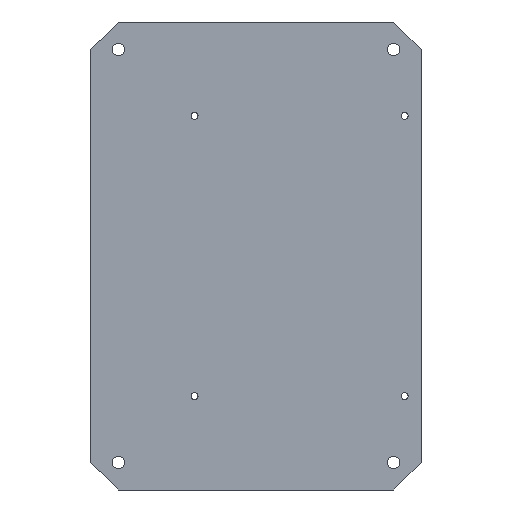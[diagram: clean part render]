
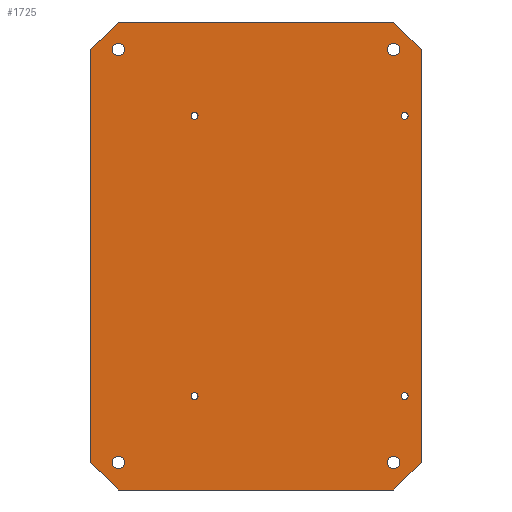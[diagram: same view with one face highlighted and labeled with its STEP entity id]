
A CAD part, front view. The second image highlights one B-rep face of the part: STEP entity #1725.
In plain terms, the highlighted planar face has unit normal (0, -1, 0).
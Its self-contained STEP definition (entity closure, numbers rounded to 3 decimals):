
#122=FACE_BOUND('',#360,.T.);
#123=FACE_BOUND('',#361,.T.);
#124=FACE_BOUND('',#362,.T.);
#125=FACE_BOUND('',#363,.T.);
#126=FACE_BOUND('',#364,.T.);
#127=FACE_BOUND('',#365,.T.);
#128=FACE_BOUND('',#366,.T.);
#129=FACE_BOUND('',#367,.T.);
#195=PLANE('',#1875);
#273=FACE_OUTER_BOUND('',#359,.T.);
#359=EDGE_LOOP('',(#1620,#1621,#1622,#1623,#1624,#1625,#1626,#1627));
#360=EDGE_LOOP('',(#1628));
#361=EDGE_LOOP('',(#1629));
#362=EDGE_LOOP('',(#1630));
#363=EDGE_LOOP('',(#1631));
#364=EDGE_LOOP('',(#1632));
#365=EDGE_LOOP('',(#1633));
#366=EDGE_LOOP('',(#1634));
#367=EDGE_LOOP('',(#1635));
#533=LINE('',#2768,#713);
#535=LINE('',#2772,#715);
#537=LINE('',#2776,#717);
#539=LINE('',#2780,#719);
#541=LINE('',#2784,#721);
#543=LINE('',#2788,#723);
#545=LINE('',#2792,#725);
#547=LINE('',#2795,#727);
#713=VECTOR('',#2291,10.);
#715=VECTOR('',#2295,10.);
#717=VECTOR('',#2299,10.);
#719=VECTOR('',#2303,10.);
#721=VECTOR('',#2307,10.);
#723=VECTOR('',#2311,10.);
#725=VECTOR('',#2315,10.);
#727=VECTOR('',#2319,10.);
#729=CIRCLE('',#1748,2.25);
#731=CIRCLE('',#1751,2.25);
#733=CIRCLE('',#1754,2.25);
#735=CIRCLE('',#1757,2.25);
#737=CIRCLE('',#1760,1.25);
#739=CIRCLE('',#1763,1.25);
#741=CIRCLE('',#1766,1.25);
#743=CIRCLE('',#1769,1.25);
#785=VERTEX_POINT('',#2334);
#787=VERTEX_POINT('',#2340);
#789=VERTEX_POINT('',#2346);
#791=VERTEX_POINT('',#2352);
#793=VERTEX_POINT('',#2358);
#795=VERTEX_POINT('',#2364);
#797=VERTEX_POINT('',#2370);
#799=VERTEX_POINT('',#2376);
#932=VERTEX_POINT('',#2765);
#933=VERTEX_POINT('',#2767);
#934=VERTEX_POINT('',#2771);
#935=VERTEX_POINT('',#2775);
#936=VERTEX_POINT('',#2779);
#937=VERTEX_POINT('',#2783);
#938=VERTEX_POINT('',#2787);
#939=VERTEX_POINT('',#2791);
#942=EDGE_CURVE('',#785,#785,#729,.T.);
#945=EDGE_CURVE('',#787,#787,#731,.T.);
#948=EDGE_CURVE('',#789,#789,#733,.T.);
#951=EDGE_CURVE('',#791,#791,#735,.T.);
#954=EDGE_CURVE('',#793,#793,#737,.T.);
#957=EDGE_CURVE('',#795,#795,#739,.T.);
#960=EDGE_CURVE('',#797,#797,#741,.T.);
#963=EDGE_CURVE('',#799,#799,#743,.T.);
#1157=EDGE_CURVE('',#933,#932,#533,.T.);
#1159=EDGE_CURVE('',#934,#933,#535,.T.);
#1161=EDGE_CURVE('',#935,#934,#537,.T.);
#1163=EDGE_CURVE('',#936,#935,#539,.T.);
#1165=EDGE_CURVE('',#937,#936,#541,.T.);
#1167=EDGE_CURVE('',#938,#937,#543,.T.);
#1169=EDGE_CURVE('',#939,#938,#545,.T.);
#1171=EDGE_CURVE('',#932,#939,#547,.T.);
#1620=ORIENTED_EDGE('',*,*,#1171,.T.);
#1621=ORIENTED_EDGE('',*,*,#1169,.T.);
#1622=ORIENTED_EDGE('',*,*,#1167,.T.);
#1623=ORIENTED_EDGE('',*,*,#1165,.T.);
#1624=ORIENTED_EDGE('',*,*,#1163,.T.);
#1625=ORIENTED_EDGE('',*,*,#1161,.T.);
#1626=ORIENTED_EDGE('',*,*,#1159,.T.);
#1627=ORIENTED_EDGE('',*,*,#1157,.T.);
#1628=ORIENTED_EDGE('',*,*,#942,.T.);
#1629=ORIENTED_EDGE('',*,*,#945,.T.);
#1630=ORIENTED_EDGE('',*,*,#948,.T.);
#1631=ORIENTED_EDGE('',*,*,#951,.T.);
#1632=ORIENTED_EDGE('',*,*,#954,.T.);
#1633=ORIENTED_EDGE('',*,*,#957,.T.);
#1634=ORIENTED_EDGE('',*,*,#960,.T.);
#1635=ORIENTED_EDGE('',*,*,#963,.T.);
#1725=ADVANCED_FACE('',(#273,#122,#123,#124,#125,#126,#127,#128,#129),#195,
 .T.);
#1748=AXIS2_PLACEMENT_3D('',#2336,#1887,#1888);
#1751=AXIS2_PLACEMENT_3D('',#2342,#1894,#1895);
#1754=AXIS2_PLACEMENT_3D('',#2348,#1901,#1902);
#1757=AXIS2_PLACEMENT_3D('',#2354,#1908,#1909);
#1760=AXIS2_PLACEMENT_3D('',#2360,#1915,#1916);
#1763=AXIS2_PLACEMENT_3D('',#2366,#1922,#1923);
#1766=AXIS2_PLACEMENT_3D('',#2372,#1929,#1930);
#1769=AXIS2_PLACEMENT_3D('',#2378,#1936,#1937);
#1875=AXIS2_PLACEMENT_3D('',#2796,#2320,#2321);
#1887=DIRECTION('center_axis',(0.,1.,0.));
#1888=DIRECTION('ref_axis',(-1.,0.,0.));
#1894=DIRECTION('center_axis',(0.,1.,0.));
#1895=DIRECTION('ref_axis',(-1.,0.,0.));
#1901=DIRECTION('center_axis',(0.,1.,0.));
#1902=DIRECTION('ref_axis',(-1.,0.,0.));
#1908=DIRECTION('center_axis',(0.,1.,0.));
#1909=DIRECTION('ref_axis',(-1.,0.,0.));
#1915=DIRECTION('center_axis',(0.,1.,0.));
#1916=DIRECTION('ref_axis',(-1.,0.,0.));
#1922=DIRECTION('center_axis',(0.,1.,0.));
#1923=DIRECTION('ref_axis',(-1.,0.,0.));
#1929=DIRECTION('center_axis',(0.,1.,0.));
#1930=DIRECTION('ref_axis',(-1.,0.,0.));
#1936=DIRECTION('center_axis',(0.,1.,0.));
#1937=DIRECTION('ref_axis',(-1.,0.,0.));
#2291=DIRECTION('',(0.707,0.,-0.707));
#2295=DIRECTION('',(0.,0.,-1.));
#2299=DIRECTION('',(-0.707,0.,-0.707));
#2303=DIRECTION('',(-1.,0.,0.));
#2307=DIRECTION('',(-0.707,0.,0.707));
#2311=DIRECTION('',(0.,0.,1.));
#2315=DIRECTION('',(0.707,0.,0.707));
#2319=DIRECTION('',(1.,0.,0.));
#2320=DIRECTION('center_axis',(0.,-1.,0.));
#2321=DIRECTION('ref_axis',(0.,0.,-1.));
#2334=CARTESIAN_POINT('',(-7.75,-1.5,-10.));
#2336=CARTESIAN_POINT('Origin',(-10.,-1.5,-10.));
#2340=CARTESIAN_POINT('',(-107.75,-1.5,-10.));
#2342=CARTESIAN_POINT('Origin',(-110.,-1.5,-10.));
#2346=CARTESIAN_POINT('',(-107.75,-1.5,-160.));
#2348=CARTESIAN_POINT('Origin',(-110.,-1.5,-160.));
#2352=CARTESIAN_POINT('',(-7.75,-1.5,-160.));
#2354=CARTESIAN_POINT('Origin',(-10.,-1.5,-160.));
#2358=CARTESIAN_POINT('',(-81.05,-1.5,-135.925));
#2360=CARTESIAN_POINT('Origin',(-82.3,-1.5,-135.925));
#2364=CARTESIAN_POINT('',(-4.75,-1.5,-34.075));
#2366=CARTESIAN_POINT('Origin',(-6.,-1.5,-34.075));
#2370=CARTESIAN_POINT('',(-4.75,-1.5,-135.925));
#2372=CARTESIAN_POINT('Origin',(-6.,-1.5,-135.925));
#2376=CARTESIAN_POINT('',(-81.05,-1.5,-34.075));
#2378=CARTESIAN_POINT('Origin',(-82.3,-1.5,-34.075));
#2765=CARTESIAN_POINT('',(-110.,-1.5,-170.));
#2767=CARTESIAN_POINT('',(-120.,-1.5,-160.));
#2768=CARTESIAN_POINT('',(-110.,-1.5,-170.));
#2771=CARTESIAN_POINT('',(-120.,-1.5,-10.));
#2772=CARTESIAN_POINT('',(-120.,-1.5,-160.));
#2775=CARTESIAN_POINT('',(-110.,-1.5,0.));
#2776=CARTESIAN_POINT('',(-120.,-1.5,-10.));
#2779=CARTESIAN_POINT('',(-10.,-1.5,0.));
#2780=CARTESIAN_POINT('',(-110.,-1.5,0.));
#2783=CARTESIAN_POINT('',(0.,-1.5,-10.));
#2784=CARTESIAN_POINT('',(-10.,-1.5,0.));
#2787=CARTESIAN_POINT('',(0.,-1.5,-160.));
#2788=CARTESIAN_POINT('',(0.,-1.5,-10.));
#2791=CARTESIAN_POINT('',(-10.,-1.5,-170.));
#2792=CARTESIAN_POINT('',(0.,-1.5,-160.));
#2795=CARTESIAN_POINT('',(-10.,-1.5,-170.));
#2796=CARTESIAN_POINT('Origin',(-60.,-1.5,-85.));
